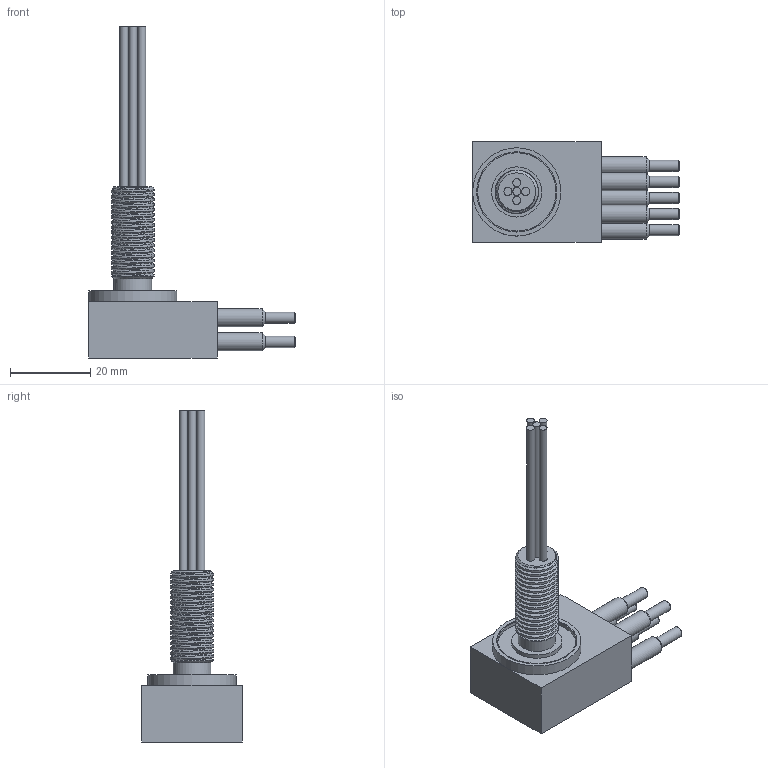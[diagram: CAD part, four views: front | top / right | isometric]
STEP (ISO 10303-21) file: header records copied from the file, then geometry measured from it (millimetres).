
FILE_DESCRIPTION(/* description */ (''),/* implementation_level */ '2;1');
FILE_NAME(/* name */ 'LPBH 5M.stp',/* time_stamp */ '2014-11-24T13:31:09+01:00',/* author */ ('sh'),/* organization */ (''),/* preprocessor_version */ 'ST-DEVELOPER v15.2',/* originating_system */ 'Autodesk Inventor 2014',/* authorisation */ '');
FILE_SCHEMA (('AUTOMOTIVE_DESIGN { 1 0 10303 214 3 1 1 }'));
Length unit declared in the file: millimetre
Products named in the file (1): LPBH 5M
Bounding box: 51.5 x 25 x 82.7 mm (x, y, z)
Volume: 16011.1 mm3; surface area: 7143.6 mm2
Topology: 1 solids, 1 shells, 278 faces, 712 edges, 471 vertices
Faces by surface type: plane 131, bspline 114, cylinder 21, cone 12
Full cylindrical faces by diameter (mm): 2 x5, 2.8 x5, 4.5 x5, 9.4 x1, 12.5 x1, 19.5 x1, 20 x1, 22 x1
Entity records: 12271 total; most frequent: CARTESIAN_POINT 6238, ORIENTED_EDGE 1352, DIRECTION 828, EDGE_CURVE 676, VERTEX_POINT 467, LINE 392, VECTOR 392, EDGE_LOOP 345
